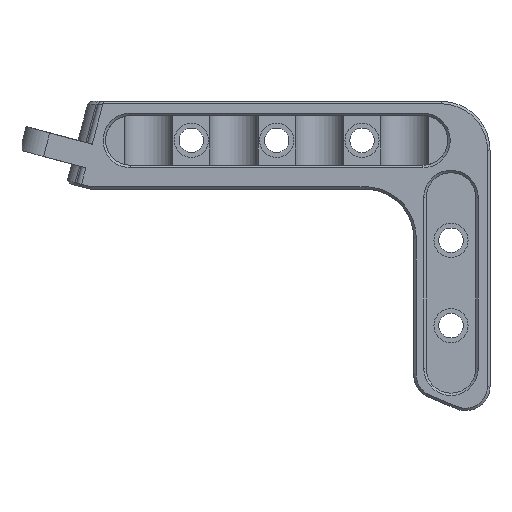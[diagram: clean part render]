
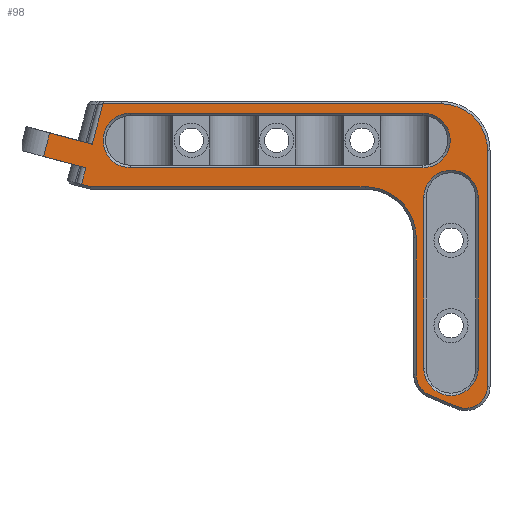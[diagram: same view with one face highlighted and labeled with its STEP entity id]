
A CAD part, front view. The second image highlights one B-rep face of the part: STEP entity #98.
In plain terms, the highlighted planar face has unit normal (0, -1, 0).
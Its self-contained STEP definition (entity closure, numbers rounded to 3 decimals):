
#98=ADVANCED_FACE('',(#1491,#1493,#1495),#1497,.F.);
#1491=FACE_BOUND('',#1492,.T.);
#1492=EDGE_LOOP('',(#3075,#3076,#3077,#3078,#3079,#3080,#3081,#3082,#3083,#3084,
#3085,#3086,#3087,#3088,#3089));
#1493=FACE_BOUND('',#1494,.T.);
#1494=EDGE_LOOP('',(#3090,#3091,#3092,#3093));
#1495=FACE_BOUND('',#1496,.T.);
#1496=EDGE_LOOP('',(#3094,#3095,#3096,#3097));
#1497=PLANE('',#1498);
#1498=AXIS2_PLACEMENT_3D('',#1499,#1500,#1501);
#1499=CARTESIAN_POINT('',(0.,-15.,0.));
#1500=DIRECTION('',(0.,1.,0.));
#1501=DIRECTION('',(-1.,0.,0.));
#3075=ORIENTED_EDGE('',*,*,#3798,.F.);
#3076=ORIENTED_EDGE('',*,*,#3799,.F.);
#3077=ORIENTED_EDGE('',*,*,#3800,.F.);
#3078=ORIENTED_EDGE('',*,*,#3801,.F.);
#3079=ORIENTED_EDGE('',*,*,#3802,.F.);
#3080=ORIENTED_EDGE('',*,*,#3803,.F.);
#3081=ORIENTED_EDGE('',*,*,#3804,.F.);
#3082=ORIENTED_EDGE('',*,*,#3805,.F.);
#3083=ORIENTED_EDGE('',*,*,#3806,.F.);
#3084=ORIENTED_EDGE('',*,*,#3807,.F.);
#3085=ORIENTED_EDGE('',*,*,#3808,.T.);
#3086=ORIENTED_EDGE('',*,*,#3809,.F.);
#3087=ORIENTED_EDGE('',*,*,#3810,.F.);
#3088=ORIENTED_EDGE('',*,*,#3767,.F.);
#3089=ORIENTED_EDGE('',*,*,#3811,.T.);
#3090=ORIENTED_EDGE('',*,*,#3812,.T.);
#3091=ORIENTED_EDGE('',*,*,#3813,.T.);
#3092=ORIENTED_EDGE('',*,*,#3814,.T.);
#3093=ORIENTED_EDGE('',*,*,#3815,.T.);
#3094=ORIENTED_EDGE('',*,*,#3816,.T.);
#3095=ORIENTED_EDGE('',*,*,#3817,.T.);
#3096=ORIENTED_EDGE('',*,*,#3818,.T.);
#3097=ORIENTED_EDGE('',*,*,#3819,.T.);
#3767=EDGE_CURVE('',#4142,#4124,#4144,.T.);
#3798=EDGE_CURVE('',#4203,#4204,#4205,.T.);
#3799=EDGE_CURVE('',#4206,#4203,#4207,.T.);
#3800=EDGE_CURVE('',#4208,#4206,#4209,.T.);
#3801=EDGE_CURVE('',#4210,#4208,#4211,.T.);
#3802=EDGE_CURVE('',#4212,#4210,#4213,.T.);
#3803=EDGE_CURVE('',#4214,#4212,#4215,.T.);
#3804=EDGE_CURVE('',#4216,#4214,#4217,.T.);
#3805=EDGE_CURVE('',#4218,#4216,#4219,.T.);
#3806=EDGE_CURVE('',#4220,#4218,#4221,.T.);
#3807=EDGE_CURVE('',#4222,#4220,#4223,.T.);
#3808=EDGE_CURVE('',#4222,#4224,#4225,.F.);
#3809=EDGE_CURVE('',#4226,#4224,#4227,.T.);
#3810=EDGE_CURVE('',#4124,#4226,#4228,.T.);
#3811=EDGE_CURVE('',#4142,#4204,#4229,.T.);
#3812=EDGE_CURVE('',#4230,#4231,#4232,.T.);
#3813=EDGE_CURVE('',#4231,#4233,#4234,.F.);
#3814=EDGE_CURVE('',#4233,#4235,#4236,.T.);
#3815=EDGE_CURVE('',#4235,#4230,#4237,.F.);
#3816=EDGE_CURVE('',#4238,#4239,#4240,.T.);
#3817=EDGE_CURVE('',#4239,#4241,#4242,.F.);
#3818=EDGE_CURVE('',#4241,#4243,#4244,.T.);
#3819=EDGE_CURVE('',#4243,#4238,#4245,.F.);
#4124=VERTEX_POINT('',#4738);
#4142=VERTEX_POINT('',#4781);
#4144=LINE('',#4786,#4787);
#4203=VERTEX_POINT('',#5321);
#4204=VERTEX_POINT('',#5322);
#4205=LINE('',#5323,#5324);
#4206=VERTEX_POINT('',#5326);
#4207=LINE('',#5327,#5328);
#4208=VERTEX_POINT('',#5330);
#4209=CIRCLE('',#5331,10.5);
#4210=VERTEX_POINT('',#5335);
#4211=LINE('',#5336,#5337);
#4212=VERTEX_POINT('',#5339);
#4213=CIRCLE('',#5340,4.5);
#4214=VERTEX_POINT('',#5344);
#4215=LINE('',#5345,#5346);
#4216=VERTEX_POINT('',#5348);
#4217=CIRCLE('',#5349,4.5);
#4218=VERTEX_POINT('',#5353);
#4219=LINE('',#5354,#5355);
#4220=VERTEX_POINT('',#5357);
#4221=CIRCLE('',#5358,9.5);
#4222=VERTEX_POINT('',#5362);
#4223=LINE('',#5363,#5364);
#4224=VERTEX_POINT('',#5366);
#4225=LINE('',#5367,#5368);
#4226=VERTEX_POINT('',#5370);
#4227=LINE('',#5371,#5372);
#4228=LINE('',#5374,#5375);
#4229=LINE('',#5377,#5378);
#4230=VERTEX_POINT('',#5380);
#4231=VERTEX_POINT('',#5381);
#4232=LINE('',#5382,#5383);
#4233=VERTEX_POINT('',#5385);
#4234=CIRCLE('',#5386,5.6);
#4235=VERTEX_POINT('',#5390);
#4236=LINE('',#5391,#5392);
#4237=CIRCLE('',#5394,5.6);
#4238=VERTEX_POINT('',#5398);
#4239=VERTEX_POINT('',#5399);
#4240=LINE('',#5400,#5401);
#4241=VERTEX_POINT('',#5403);
#4242=CIRCLE('',#5404,5.6);
#4243=VERTEX_POINT('',#5408);
#4244=LINE('',#5409,#5410);
#4245=CIRCLE('',#5412,5.6);
#4738=CARTESIAN_POINT('',(-47.84,-15.,-3.289));
#4781=CARTESIAN_POINT('',(-39.147,-15.,-5.619));
#4786=CARTESIAN_POINT('',(-39.147,-15.,-5.619));
#4787=VECTOR('',#4788,1.);
#4788=DIRECTION('',(-0.966,0.,0.259));
#5321=CARTESIAN_POINT('',(-38.184,-15.,-9.5));
#5322=CARTESIAN_POINT('',(-40.052,-15.,-8.999));
#5323=CARTESIAN_POINT('',(-38.184,-15.,-9.5));
#5324=VECTOR('',#5325,1.);
#5325=DIRECTION('',(-0.966,0.,0.259));
#5326=CARTESIAN_POINT('',(18.11,-15.,-9.5));
#5327=CARTESIAN_POINT('',(18.11,-15.,-9.5));
#5328=VECTOR('',#5329,1.);
#5329=DIRECTION('',(-1.,0.,0.));
#5330=CARTESIAN_POINT('',(28.61,-15.,-20.));
#5331=AXIS2_PLACEMENT_3D('',#5332,#5333,#5334);
#5332=CARTESIAN_POINT('',(18.11,-15.,-20.));
#5333=DIRECTION('',(0.,-1.,0.));
#5334=DIRECTION('',(1.,0.,0.));
#5335=CARTESIAN_POINT('',(28.61,-15.,-48.056));
#5336=CARTESIAN_POINT('',(28.61,-15.,-48.056));
#5337=VECTOR('',#5338,1.);
#5338=DIRECTION('',(0.,0.,1.));
#5339=CARTESIAN_POINT('',(31.353,-15.,-52.199));
#5340=AXIS2_PLACEMENT_3D('',#5341,#5342,#5343);
#5341=CARTESIAN_POINT('',(33.11,-15.,-48.056));
#5342=DIRECTION('',(0.,1.,0.));
#5343=DIRECTION('',(-0.39,0.,-0.921));
#5344=CARTESIAN_POINT('',(36.993,-15.,-54.591));
#5345=CARTESIAN_POINT('',(36.993,-15.,-54.591));
#5346=VECTOR('',#5347,1.);
#5347=DIRECTION('',(-0.921,0.,0.39));
#5348=CARTESIAN_POINT('',(43.25,-15.,-50.448));
#5349=AXIS2_PLACEMENT_3D('',#5350,#5351,#5352);
#5350=CARTESIAN_POINT('',(38.75,-15.,-50.448));
#5351=DIRECTION('',(0.,1.,0.));
#5352=DIRECTION('',(1.,0.,0.));
#5353=CARTESIAN_POINT('',(43.25,-15.,-2.));
#5354=CARTESIAN_POINT('',(43.25,-15.,-2.));
#5355=VECTOR('',#5356,1.);
#5356=DIRECTION('',(0.,0.,-1.));
#5357=CARTESIAN_POINT('',(33.75,-15.,7.5));
#5358=AXIS2_PLACEMENT_3D('',#5359,#5360,#5361);
#5359=CARTESIAN_POINT('',(33.75,-15.,-2.));
#5360=DIRECTION('',(0.,1.,0.));
#5361=DIRECTION('',(0.,0.,1.));
#5362=CARTESIAN_POINT('',(-35.631,-15.,7.5));
#5363=CARTESIAN_POINT('',(-35.631,-15.,7.5));
#5364=VECTOR('',#5365,1.);
#5365=DIRECTION('',(1.,0.,0.));
#5366=CARTESIAN_POINT('',(-37.852,-15.,-0.789));
#5367=CARTESIAN_POINT('',(-37.852,-15.,-0.789));
#5368=VECTOR('',#5369,1.);
#5369=DIRECTION('',(0.259,0.,0.966));
#5370=CARTESIAN_POINT('',(-46.546,-15.,1.54));
#5371=CARTESIAN_POINT('',(-46.546,-15.,1.54));
#5372=VECTOR('',#5373,1.);
#5373=DIRECTION('',(0.966,0.,-0.259));
#5374=CARTESIAN_POINT('',(-47.84,-15.,-3.289));
#5375=VECTOR('',#5376,1.);
#5376=DIRECTION('',(0.259,0.,0.966));
#5377=CARTESIAN_POINT('',(-39.147,-15.,-5.619));
#5378=VECTOR('',#5379,1.);
#5379=DIRECTION('',(-0.259,0.,-0.966));
#5380=CARTESIAN_POINT('',(-30.,-15.,5.6));
#5381=CARTESIAN_POINT('',(30.,-15.,5.6));
#5382=CARTESIAN_POINT('',(-30.,-15.,5.6));
#5383=VECTOR('',#5384,1.);
#5384=DIRECTION('',(1.,0.,0.));
#5385=CARTESIAN_POINT('',(30.,-15.,-5.6));
#5386=AXIS2_PLACEMENT_3D('',#5387,#5388,#5389);
#5387=CARTESIAN_POINT('',(30.,-15.,0.));
#5388=DIRECTION('',(0.,-1.,0.));
#5389=DIRECTION('',(0.,0.,-1.));
#5390=CARTESIAN_POINT('',(-30.,-15.,-5.6));
#5391=CARTESIAN_POINT('',(30.,-15.,-5.6));
#5392=VECTOR('',#5393,1.);
#5393=DIRECTION('',(-1.,0.,0.));
#5394=AXIS2_PLACEMENT_3D('',#5395,#5396,#5397);
#5395=CARTESIAN_POINT('',(-30.,-15.,0.));
#5396=DIRECTION('',(0.,-1.,0.));
#5397=DIRECTION('',(0.,0.,1.));
#5398=CARTESIAN_POINT('',(30.15,-15.,-46.744));
#5399=CARTESIAN_POINT('',(30.15,-15.,-11.744));
#5400=CARTESIAN_POINT('',(30.15,-15.,-46.744));
#5401=VECTOR('',#5402,1.);
#5402=DIRECTION('',(0.,0.,1.));
#5403=CARTESIAN_POINT('',(41.35,-15.,-11.744));
#5404=AXIS2_PLACEMENT_3D('',#5405,#5406,#5407);
#5405=CARTESIAN_POINT('',(35.75,-15.,-11.744));
#5406=DIRECTION('',(0.,-1.,0.));
#5407=DIRECTION('',(1.,0.,0.));
#5408=CARTESIAN_POINT('',(41.35,-15.,-46.744));
#5409=CARTESIAN_POINT('',(41.35,-15.,-11.744));
#5410=VECTOR('',#5411,1.);
#5411=DIRECTION('',(0.,0.,-1.));
#5412=AXIS2_PLACEMENT_3D('',#5413,#5414,#5415);
#5413=CARTESIAN_POINT('',(35.75,-15.,-46.744));
#5414=DIRECTION('',(0.,-1.,0.));
#5415=DIRECTION('',(-1.,0.,0.));
